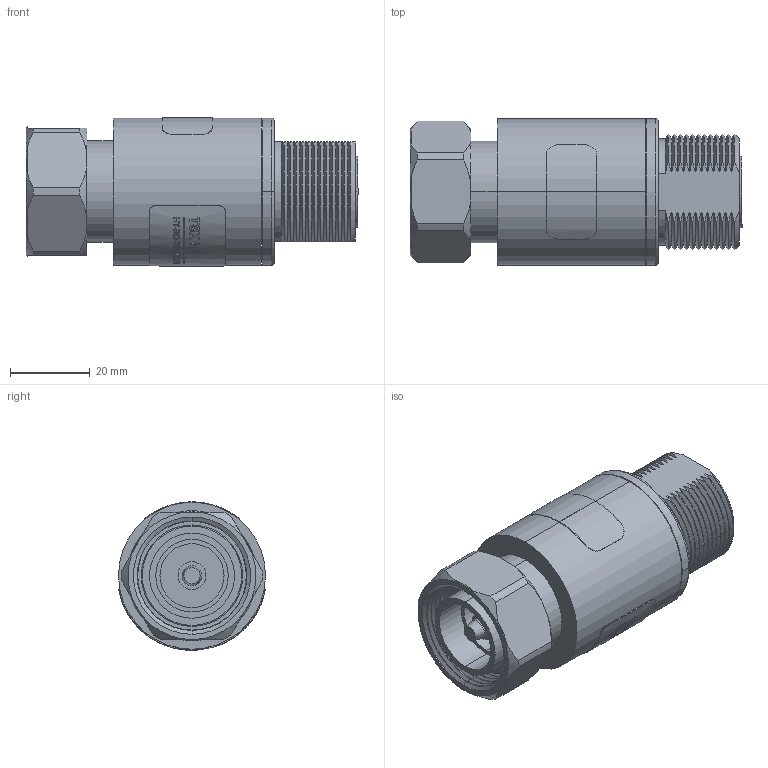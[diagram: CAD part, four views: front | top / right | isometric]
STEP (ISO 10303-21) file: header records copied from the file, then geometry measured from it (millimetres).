
FILE_DESCRIPTION (( 'STEP AP214' ), '1' );
FILE_NAME ('HT-RO-TSX-BDFM.STEP', '2019-07-30T19:33:53', ( '' ), ( '' ), 'SwSTEP 2.0', 'SolidWorks 2019', '' );
FILE_SCHEMA (( 'AUTOMOTIVE_DESIGN' ));
Length unit declared in the file: inch
Products named in the file (18): 4052-0026; 2811-0021; 4035-0072; HT-RO-TSX-BDFM; TSX-DFM-C^HT-RO-TSX-BDFM; 2003-3454-4; 4035-0071; 2003-1052^HT-RO-TSX-BDFM_Curve 1.115; 5800-0172; 5800-0171_5800-0171; 1729-0040; 7060-0017_Hidden; 7040-0060; 4052-0025; TSX-DFM-B^HT-RO-TSX-BDFM; 5800-0173; 7040-0092; 7050-0010_Hidden
Assembly tree (15 placements, depth 2):
  HT-RO-TSX-BDFM
    5800-0171_5800-0171
    5800-0172
    5800-0173
    1729-0040
    7040-0060
    2811-0021  x2
    4052-0025
    4052-0026
    4035-0071
    7040-0092  x2
    4035-0072
    2003-1052^HT-RO-TSX-BDFM_Curve 1.115
    2003-3454-4
  TSX-DFM-C^HT-RO-TSX-BDFM
  7060-0017_Hidden
  TSX-DFM-B^HT-RO-TSX-BDFM
  7050-0010_Hidden
Bounding box: 83.16 x 36.83 x 37.24 mm (x, y, z)
Volume: 51142.8 mm3; surface area: 34821.5 mm2
Topology: 15 solids, 15 shells, 1070 faces, 2729 edges, 1763 vertices
Faces by surface type: plane 392, cylinder 282, bspline 204, cone 150, torus 42
Entity records: 50246 total; most frequent: CARTESIAN_POINT 18406, ORIENTED_EDGE 5382, DIRECTION 4530, EDGE_CURVE 2691, AXIS2_PLACEMENT_3D 1796, VERTEX_POINT 1743, EDGE_LOOP 1146, FACE_OUTER_BOUND 1052
